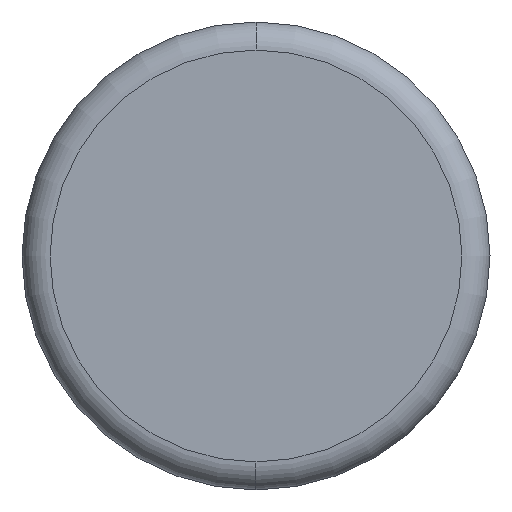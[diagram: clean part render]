
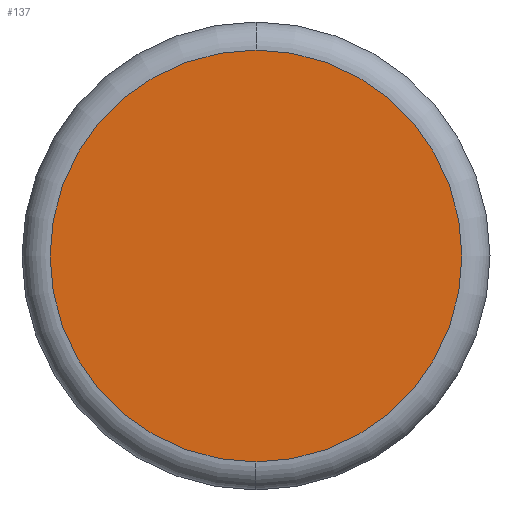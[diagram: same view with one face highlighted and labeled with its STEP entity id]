
A CAD part, front view. The second image highlights one B-rep face of the part: STEP entity #137.
In plain terms, the highlighted planar face has unit normal (0, -1, 0).
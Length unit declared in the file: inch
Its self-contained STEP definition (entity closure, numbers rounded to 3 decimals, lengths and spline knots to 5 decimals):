
#11 = DIRECTION ( 'NONE',  ( 0., -1., 0. ) ) ;
#23 = DIRECTION ( 'NONE',  ( 0., 0., -1. ) ) ;
#27 = ORIENTED_EDGE ( 'NONE', *, *, #443, .T. ) ;
#32 = AXIS2_PLACEMENT_3D ( 'NONE', #358, #517, #301 ) ;
#49 = DIRECTION ( 'NONE',  ( 0., 0., -1. ) ) ;
#59 = DIRECTION ( 'NONE',  ( 0., -1., 0. ) ) ;
#105 = CARTESIAN_POINT ( 'NONE',  ( 0., 0., 0.11 ) ) ;
#137 = ADVANCED_FACE ( 'NONE', ( #237 ), #543, .T. ) ;
#153 = VERTEX_POINT ( 'NONE', #105 ) ;
#168 = EDGE_CURVE ( 'NONE', #274, #153, #215, .T. ) ;
#215 = CIRCLE ( 'NONE', #32, 0.11 ) ;
#237 = FACE_OUTER_BOUND ( 'NONE', #489, .T. ) ;
#240 = AXIS2_PLACEMENT_3D ( 'NONE', #321, #59, #23 ) ;
#274 = VERTEX_POINT ( 'NONE', #308 ) ;
#301 = DIRECTION ( 'NONE',  ( 0., 0., -1. ) ) ;
#308 = CARTESIAN_POINT ( 'NONE',  ( 0., 0., -0.11 ) ) ;
#321 = CARTESIAN_POINT ( 'NONE',  ( 0., 0., 0. ) ) ;
#343 = CARTESIAN_POINT ( 'NONE',  ( 0., 0., 0. ) ) ;
#358 = CARTESIAN_POINT ( 'NONE',  ( 0., 0., 0. ) ) ;
#368 = ORIENTED_EDGE ( 'NONE', *, *, #168, .T. ) ;
#409 = AXIS2_PLACEMENT_3D ( 'NONE', #343, #11, #49 ) ;
#443 = EDGE_CURVE ( 'NONE', #153, #274, #476, .T. ) ;
#476 = CIRCLE ( 'NONE', #240, 0.11 ) ;
#489 = EDGE_LOOP ( 'NONE', ( #368, #27 ) ) ;
#517 = DIRECTION ( 'NONE',  ( 0., -1., 0. ) ) ;
#543 = PLANE ( 'NONE',  #409 ) ;
